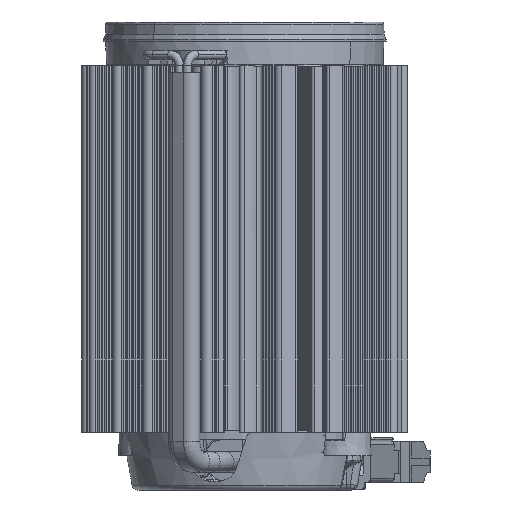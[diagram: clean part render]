
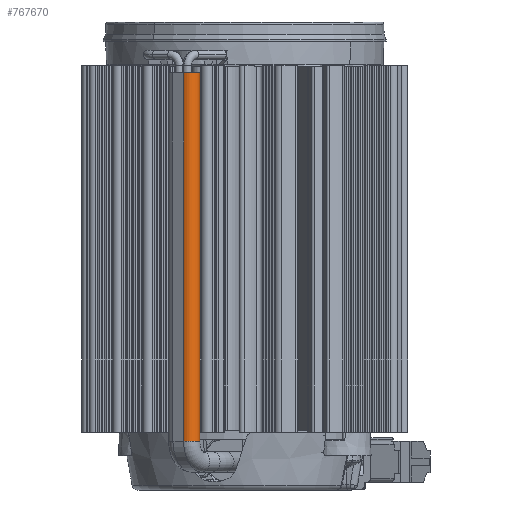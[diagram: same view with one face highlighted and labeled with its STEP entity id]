
A CAD part, front view. The second image highlights one B-rep face of the part: STEP entity #767670.
In plain terms, the highlighted cylindrical face has radius 1.4 mm (diameter 2.8 mm), a partial arc.
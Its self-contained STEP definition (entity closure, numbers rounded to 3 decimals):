
#767120=CARTESIAN_POINT('',(-37.333,-183.344,
59.353));
#767130=VERTEX_POINT('',#767120);
#767220=CARTESIAN_POINT('',(-40.034,-182.606,
59.354));
#767230=VERTEX_POINT('',#767220);
#767260=CARTESIAN_POINT('',(-38.684,-182.975,
59.354));
#767270=DIRECTION('',(0.,0.,
-1.));
#767280=DIRECTION('',(-0.965,0.264,
0.));
#767290=AXIS2_PLACEMENT_3D('',#767260,#767270,#767280);
#767300=CIRCLE('',#767290,1.4);
#767310=EDGE_CURVE('',#767130,#767230,#767300,.T.);
#767360=CARTESIAN_POINT('',(-38.681,-182.974,
69.403));
#767370=DIRECTION('',(0.,0.,
-1.));
#767380=DIRECTION('',(-0.578,-0.816,
0.));
#767390=AXIS2_PLACEMENT_3D('',#767360,#767370,#767380);
#767400=CYLINDRICAL_SURFACE('',#767390,1.4);
#767410=ORIENTED_EDGE('',*,*,#767310,.F.);
#767420=CARTESIAN_POINT('',(-40.021,-182.603,
109.604));
#767430=DIRECTION('',(0.,0.,
-1.));
#767440=VECTOR('',#767430,1.);
#767450=LINE('',#767420,#767440);
#767460=CARTESIAN_POINT('',(-40.021,-182.603,
109.604));
#767470=VERTEX_POINT('',#767460);
#767480=EDGE_CURVE('',#767470,#767230,#767450,.T.);
#767490=ORIENTED_EDGE('',*,*,#767480,.T.);
#767500=CARTESIAN_POINT('',(-38.671,-182.972,
109.603));
#767510=DIRECTION('',(0.,0.,
1.));
#767520=DIRECTION('',(-0.578,-0.816,
0.));
#767530=AXIS2_PLACEMENT_3D('',#767500,#767510,#767520);
#767540=CIRCLE('',#767530,1.4);
#767550=CARTESIAN_POINT('',(-37.32,-183.341,
109.603));
#767560=VERTEX_POINT('',#767550);
#767570=EDGE_CURVE('',#767470,#767560,#767540,.T.);
#767580=ORIENTED_EDGE('',*,*,#767570,.F.);
#767590=CARTESIAN_POINT('',(-37.333,-183.344,
59.353));
#767600=DIRECTION('',(0.,0.,
1.));
#767610=VECTOR('',#767600,1.);
#767620=LINE('',#767590,#767610);
#767630=EDGE_CURVE('',#767130,#767560,#767620,.T.);
#767640=ORIENTED_EDGE('',*,*,#767630,.T.);
#767650=EDGE_LOOP('',(#767640,#767580,#767490,#767410));
#767660=FACE_OUTER_BOUND('',#767650,.T.);
#767670=ADVANCED_FACE('',(#767660),#767400,.T.);
